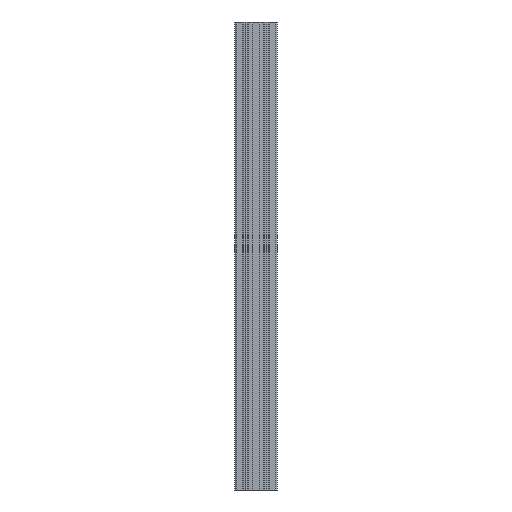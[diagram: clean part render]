
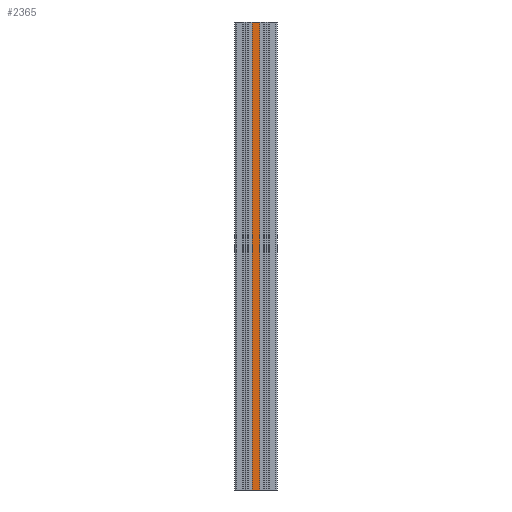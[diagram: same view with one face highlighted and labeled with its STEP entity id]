
A CAD part, left-side view. The second image highlights one B-rep face of the part: STEP entity #2365.
In plain terms, the highlighted planar face has unit normal (-1, 0, 0).
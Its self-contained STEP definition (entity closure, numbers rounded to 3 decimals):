
#642 = VERTEX_POINT ( 'NONE', #15981 ) ;
#1032 = EDGE_CURVE ( 'NONE', #8783, #1045, #20750, .T. ) ;
#1045 = VERTEX_POINT ( 'NONE', #20585 ) ;
#2365 = ADVANCED_FACE ( 'NONE', ( #8120 ), #16802, .F. ) ;
#3049 = ORIENTED_EDGE ( 'NONE', *, *, #8473, .T. ) ;
#3115 = VECTOR ( 'NONE', #5112, 1000. ) ;
#3272 = CARTESIAN_POINT ( 'NONE',  ( -44.25, 8., 1000. ) ) ;
#3475 = CARTESIAN_POINT ( 'NONE',  ( -44.25, -8., 1000. ) ) ;
#3898 = CARTESIAN_POINT ( 'NONE',  ( -44.25, 8., 1000. ) ) ;
#5112 = DIRECTION ( 'NONE',  ( 0., 0., -1. ) ) ;
#5455 = AXIS2_PLACEMENT_3D ( 'NONE', #21882, #6567, #18504 ) ;
#5633 = DIRECTION ( 'NONE',  ( 0., 0., -1. ) ) ;
#6567 = DIRECTION ( 'NONE',  ( 1., 0., 0. ) ) ;
#7009 = LINE ( 'NONE', #3898, #11013 ) ;
#7374 = CARTESIAN_POINT ( 'NONE',  ( -44.25, 0., 0. ) ) ;
#7422 = LINE ( 'NONE', #3272, #20516 ) ;
#7954 = CARTESIAN_POINT ( 'NONE',  ( -44.25, 8., 1000. ) ) ;
#8120 = FACE_OUTER_BOUND ( 'NONE', #13540, .T. ) ;
#8473 = EDGE_CURVE ( 'NONE', #11648, #642, #7009, .T. ) ;
#8783 = VERTEX_POINT ( 'NONE', #15021 ) ;
#8872 = EDGE_CURVE ( 'NONE', #11648, #8783, #7422, .T. ) ;
#9822 = ORIENTED_EDGE ( 'NONE', *, *, #9954, .T. ) ;
#9954 = EDGE_CURVE ( 'NONE', #642, #1045, #16719, .T. ) ;
#11013 = VECTOR ( 'NONE', #5633, 1000. ) ;
#11628 = VECTOR ( 'NONE', #17689, 1000. ) ;
#11648 = VERTEX_POINT ( 'NONE', #7954 ) ;
#13540 = EDGE_LOOP ( 'NONE', ( #9822, #16321, #20439, #3049 ) ) ;
#15021 = CARTESIAN_POINT ( 'NONE',  ( -44.25, -8., 1000. ) ) ;
#15981 = CARTESIAN_POINT ( 'NONE',  ( -44.25, 8., 0. ) ) ;
#16321 = ORIENTED_EDGE ( 'NONE', *, *, #1032, .F. ) ;
#16719 = LINE ( 'NONE', #7374, #11628 ) ;
#16802 = PLANE ( 'NONE',  #5455 ) ;
#16957 = DIRECTION ( 'NONE',  ( 0., -1., 0. ) ) ;
#17689 = DIRECTION ( 'NONE',  ( 0., -1., 0. ) ) ;
#18504 = DIRECTION ( 'NONE',  ( 0., 0., -1. ) ) ;
#20439 = ORIENTED_EDGE ( 'NONE', *, *, #8872, .F. ) ;
#20516 = VECTOR ( 'NONE', #16957, 1000. ) ;
#20585 = CARTESIAN_POINT ( 'NONE',  ( -44.25, -8., 0. ) ) ;
#20750 = LINE ( 'NONE', #3475, #3115 ) ;
#21882 = CARTESIAN_POINT ( 'NONE',  ( -44.25, 0., 1000. ) ) ;
